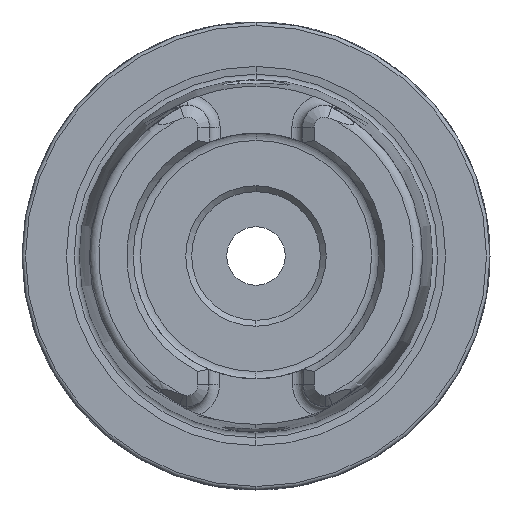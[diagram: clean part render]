
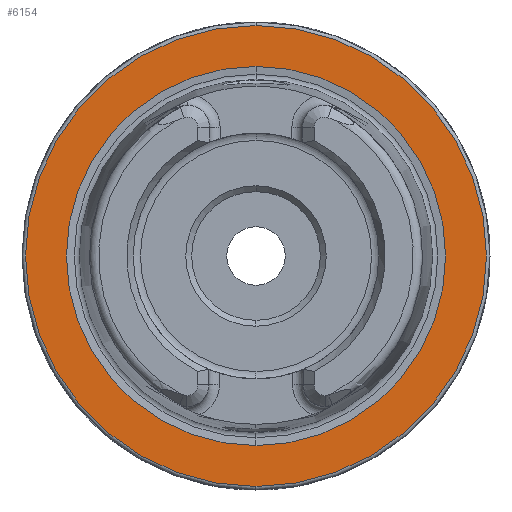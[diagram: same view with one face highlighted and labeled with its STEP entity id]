
A CAD part, left-side view. The second image highlights one B-rep face of the part: STEP entity #6154.
In plain terms, the highlighted planar face has unit normal (-1, 0, 0).
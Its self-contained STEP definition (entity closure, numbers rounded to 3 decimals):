
#671 = ORIENTED_EDGE ( 'NONE', *, *, #3114, .F. ) ;
#676 = ORIENTED_EDGE ( 'NONE', *, *, #4713, .F. ) ;
#731 = ORIENTED_EDGE ( 'NONE', *, *, #3113, .T. ) ;
#753 = ORIENTED_EDGE ( 'NONE', *, *, #4819, .T. ) ;
#1137 = EDGE_LOOP ( 'NONE', ( #671, #676 ) ) ;
#1179 = EDGE_LOOP ( 'NONE', ( #753, #731 ) ) ;
#1410 = AXIS2_PLACEMENT_3D ( 'NONE', #2824, #2825, #2826 ) ;
#1411 = AXIS2_PLACEMENT_3D ( 'NONE', #2827, #2828, #2829 ) ;
#1476 = AXIS2_PLACEMENT_3D ( 'NONE', #3515, #3516, #3517 ) ;
#1502 = AXIS2_PLACEMENT_3D ( 'NONE', #5210, #5211, #5212 ) ;
#1892 = CIRCLE ( 'NONE', #1411, 16.207 ) ;
#1893 = CIRCLE ( 'NONE', #1410, 19.7 ) ;
#2117 = CIRCLE ( 'NONE', #1476, 16.207 ) ;
#2160 = AXIS2_PLACEMENT_3D ( 'NONE', #5685, #5690, #5691 ) ;
#2824 = CARTESIAN_POINT ( 'NONE',  ( 0., 0., 0. ) ) ;
#2825 = DIRECTION ( 'NONE',  ( -1., 0., 0. ) ) ;
#2826 = DIRECTION ( 'NONE',  ( 0., 0., 1. ) ) ;
#2827 = CARTESIAN_POINT ( 'NONE',  ( 0., 0., 0. ) ) ;
#2828 = DIRECTION ( 'NONE',  ( -1., 0., 0. ) ) ;
#2829 = DIRECTION ( 'NONE',  ( 0., 0., 1. ) ) ;
#3113 = EDGE_CURVE ( 'NONE', #7153, #7157, #1893, .T. ) ;
#3114 = EDGE_CURVE ( 'NONE', #7152, #7141, #1892, .T. ) ;
#3515 = CARTESIAN_POINT ( 'NONE',  ( 0., 0., 0. ) ) ;
#3516 = DIRECTION ( 'NONE',  ( -1., 0., 0. ) ) ;
#3517 = DIRECTION ( 'NONE',  ( 0., 0., 1. ) ) ;
#4713 = EDGE_CURVE ( 'NONE', #7141, #7152, #2117, .T. ) ;
#4819 = EDGE_CURVE ( 'NONE', #7157, #7153, #8832, .T. ) ;
#5210 = CARTESIAN_POINT ( 'NONE',  ( 0., 0., 0. ) ) ;
#5211 = DIRECTION ( 'NONE',  ( -1., 0., 0. ) ) ;
#5212 = DIRECTION ( 'NONE',  ( 0., 0., 1. ) ) ;
#5685 = CARTESIAN_POINT ( 'NONE',  ( 0., 19.7, 0. ) ) ;
#5688 = PLANE ( 'NONE',  #2160 ) ;
#5690 = DIRECTION ( 'NONE',  ( 1., 0., 0. ) ) ;
#5691 = DIRECTION ( 'NONE',  ( 0., 0., -1. ) ) ;
#6154 = ADVANCED_FACE ( 'NONE', ( #8947, #8939 ), #5688, .F. ) ;
#7141 = VERTEX_POINT ( 'NONE', #7472 ) ;
#7152 = VERTEX_POINT ( 'NONE', #7480 ) ;
#7153 = VERTEX_POINT ( 'NONE', #7481 ) ;
#7157 = VERTEX_POINT ( 'NONE', #7484 ) ;
#7472 = CARTESIAN_POINT ( 'NONE',  ( 0., 0., -16.207 ) ) ;
#7480 = CARTESIAN_POINT ( 'NONE',  ( 0., 0., 16.207 ) ) ;
#7481 = CARTESIAN_POINT ( 'NONE',  ( 0., 0., -19.7 ) ) ;
#7484 = CARTESIAN_POINT ( 'NONE',  ( 0., 0., 19.7 ) ) ;
#8832 = CIRCLE ( 'NONE', #1502, 19.7 ) ;
#8939 = FACE_OUTER_BOUND ( 'NONE', #1179, .T. ) ;
#8947 = FACE_BOUND ( 'NONE', #1137, .T. ) ;
